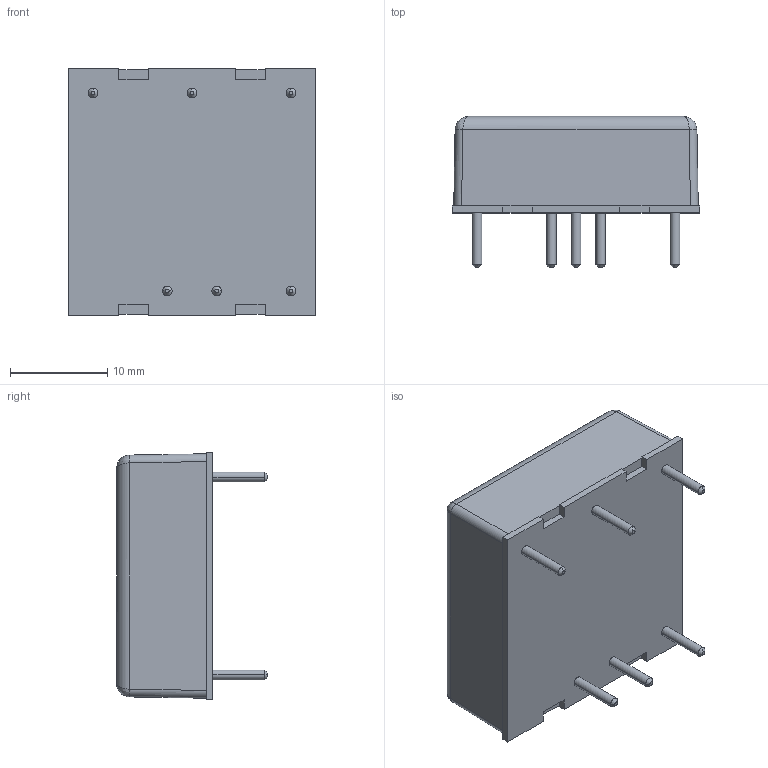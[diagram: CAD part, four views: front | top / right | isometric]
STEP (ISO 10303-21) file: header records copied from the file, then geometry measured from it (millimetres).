
FILE_DESCRIPTION (( 'STEP AP214' ), '1' );
FILE_NAME ('THN 30-2410WIR.STEP', '2022-01-26T03:32:21', ( '' ), ( '' ), 'SwSTEP 2.0', 'SolidWorks 2017', '' );
FILE_SCHEMA (( 'AUTOMOTIVE_DESIGN' ));
Length unit declared in the file: millimetre
Products named in the file (1): THN 30-2410WIR
Bounding box: 25.4 x 15.5 x 25.4 mm (x, y, z)
Volume: 6145.6 mm3; surface area: 2307.4 mm2
Topology: 7 solids, 7 shells, 82 faces, 184 edges, 112 vertices
Faces by surface type: plane 46, cylinder 20, cone 12, bspline 4
Entity records: 2592 total; most frequent: CARTESIAN_POINT 703, DIRECTION 374, ORIENTED_EDGE 360, EDGE_CURVE 180, AXIS2_PLACEMENT_3D 127, VECTOR 120, LINE 120, VERTEX_POINT 112
